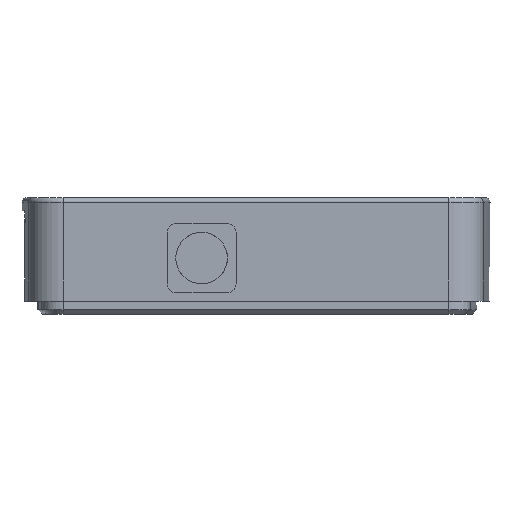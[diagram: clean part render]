
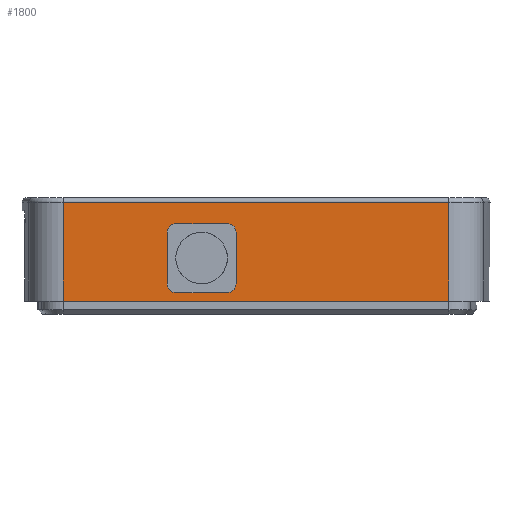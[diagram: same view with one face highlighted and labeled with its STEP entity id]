
A CAD part, front view. The second image highlights one B-rep face of the part: STEP entity #1800.
In plain terms, the highlighted planar face has unit normal (0, -1, 0).
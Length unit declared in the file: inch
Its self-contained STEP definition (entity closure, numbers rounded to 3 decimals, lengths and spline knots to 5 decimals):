
#1217 = CARTESIAN_POINT ( 'NONE',  ( -0.20755, -1.25, 0.563 ) ) ;
#1244 = CARTESIAN_POINT ( 'NONE',  ( 1.40077, -1.25, 0.719 ) ) ;
#1248 = CARTESIAN_POINT ( 'NONE',  ( -0.20755, -1.25, 0.063 ) ) ;
#1257 = CARTESIAN_POINT ( 'NONE',  ( -0.58255, -1.25, 0.563 ) ) ;
#1265 = CARTESIAN_POINT ( 'NONE',  ( -1.40077, -1.25, 0. ) ) ;
#1270 = CARTESIAN_POINT ( 'NONE',  ( -1.40077, -1.25, 0.719 ) ) ;
#1290 = CARTESIAN_POINT ( 'NONE',  ( -0.14505, -1.25, 0.1255 ) ) ;
#1291 = CARTESIAN_POINT ( 'NONE',  ( -0.64505, -1.25, 0.5005 ) ) ;
#1331 = CARTESIAN_POINT ( 'NONE',  ( -0.14505, -1.25, 0.5005 ) ) ;
#1341 = CARTESIAN_POINT ( 'NONE',  ( 1.40077, -1.25, 0. ) ) ;
#1680 = EDGE_LOOP ( 'NONE', ( #5070, #5067, #5064, #5065, #5066, #5059, #5054, #5057 ) ) ;
#1735 = EDGE_LOOP ( 'NONE', ( #5053, #5060, #5063, #5058 ) ) ;
#1800 = ADVANCED_FACE ( 'NONE', ( #2304, #2306 ), #1987, .F. ) ;
#1871 = EDGE_CURVE ( 'NONE', #2530, #4325, #2425, .T. ) ;
#1883 = EDGE_CURVE ( 'NONE', #4372, #4418, #2447, .T. ) ;
#1886 = EDGE_CURVE ( 'NONE', #4342, #4429, #2451, .T. ) ;
#1887 = EDGE_CURVE ( 'NONE', #4320, #4347, #2448, .T. ) ;
#1888 = EDGE_CURVE ( 'NONE', #4320, #4429, #2455, .T. ) ;
#1889 = EDGE_CURVE ( 'NONE', #2540, #2530, #2457, .T. ) ;
#1890 = EDGE_CURVE ( 'NONE', #4325, #4372, #2453, .T. ) ;
#1892 = EDGE_CURVE ( 'NONE', #4310, #4334, #2461, .T. ) ;
#1893 = EDGE_CURVE ( 'NONE', #4334, #4373, #2460, .T. ) ;
#1894 = EDGE_CURVE ( 'NONE', #4373, #2540, #2462, .T. ) ;
#1896 = EDGE_CURVE ( 'NONE', #4418, #4310, #2467, .T. ) ;
#1901 = EDGE_CURVE ( 'NONE', #4347, #4342, #2472, .T. ) ;
#1987 = PLANE ( 'NONE',  #3790 ) ;
#2002 = DIRECTION ( 'NONE',  ( -1., 0., 0. ) ) ;
#2007 = CARTESIAN_POINT ( 'NONE',  ( -1.40077, -1.25, 0.65625 ) ) ;
#2086 = DIRECTION ( 'NONE',  ( 0., 1., 0. ) ) ;
#2304 = FACE_BOUND ( 'NONE', #1680, .T. ) ;
#2306 = FACE_OUTER_BOUND ( 'NONE', #1735, .T. ) ;
#2425 = LINE ( 'NONE', #2971, #2431 ) ;
#2431 = VECTOR ( 'NONE', #2928, 39.37008 ) ;
#2447 = LINE ( 'NONE', #2936, #2449 ) ;
#2448 = LINE ( 'NONE', #2957, #2456 ) ;
#2449 = VECTOR ( 'NONE', #2940, 39.37008 ) ;
#2451 = LINE ( 'NONE', #2961, #2454 ) ;
#2453 = CIRCLE ( 'NONE', #3856, 0.0625 ) ;
#2454 = VECTOR ( 'NONE', #2964, 39.37008 ) ;
#2455 = LINE ( 'NONE', #2803, #2458 ) ;
#2456 = VECTOR ( 'NONE', #2800, 39.37008 ) ;
#2457 = CIRCLE ( 'NONE', #3855, 0.0625 ) ;
#2458 = VECTOR ( 'NONE', #2802, 39.37008 ) ;
#2460 = CIRCLE ( 'NONE', #3858, 0.0625 ) ;
#2461 = LINE ( 'NONE', #2965, #2463 ) ;
#2462 = LINE ( 'NONE', #3067, #2466 ) ;
#2463 = VECTOR ( 'NONE', #2861, 39.37008 ) ;
#2466 = VECTOR ( 'NONE', #2792, 39.37008 ) ;
#2467 = CIRCLE ( 'NONE', #3860, 0.0625 ) ;
#2472 = LINE ( 'NONE', #3010, #2474 ) ;
#2474 = VECTOR ( 'NONE', #3025, 39.37008 ) ;
#2530 = VERTEX_POINT ( 'NONE', #2655 ) ;
#2540 = VERTEX_POINT ( 'NONE', #2657 ) ;
#2655 = CARTESIAN_POINT ( 'NONE',  ( -0.58255, -1.25, 0.063 ) ) ;
#2657 = CARTESIAN_POINT ( 'NONE',  ( -0.64505, -1.25, 0.1255 ) ) ;
#2792 = DIRECTION ( 'NONE',  ( 0., 0., -1. ) ) ;
#2800 = DIRECTION ( 'NONE',  ( -1., 0., 0. ) ) ;
#2802 = DIRECTION ( 'NONE',  ( 0., 0., -1. ) ) ;
#2803 = CARTESIAN_POINT ( 'NONE',  ( 1.40077, -1.25, 0.65625 ) ) ;
#2857 = CARTESIAN_POINT ( 'NONE',  ( -0.58255, -1.25, 0.1255 ) ) ;
#2858 = DIRECTION ( 'NONE',  ( 0., -1., 0. ) ) ;
#2859 = DIRECTION ( 'NONE',  ( 1., 0., 0. ) ) ;
#2861 = DIRECTION ( 'NONE',  ( -1., 0., 0. ) ) ;
#2863 = CARTESIAN_POINT ( 'NONE',  ( -0.20755, -1.25, 0.1255 ) ) ;
#2865 = DIRECTION ( 'NONE',  ( 0., -1., 0. ) ) ;
#2866 = DIRECTION ( 'NONE',  ( 1., 0., 0. ) ) ;
#2928 = DIRECTION ( 'NONE',  ( 1., 0., 0. ) ) ;
#2936 = CARTESIAN_POINT ( 'NONE',  ( -0.14505, -1.25, 0.5005 ) ) ;
#2940 = DIRECTION ( 'NONE',  ( 0., 0., 1. ) ) ;
#2957 = CARTESIAN_POINT ( 'NONE',  ( -1.40077, -1.25, 0.719 ) ) ;
#2961 = CARTESIAN_POINT ( 'NONE',  ( -1.40077, -1.25, 0. ) ) ;
#2964 = DIRECTION ( 'NONE',  ( 1., 0., 0. ) ) ;
#2965 = CARTESIAN_POINT ( 'NONE',  ( -0.58255, -1.25, 0.563 ) ) ;
#2971 = CARTESIAN_POINT ( 'NONE',  ( -0.58255, -1.25, 0.063 ) ) ;
#3010 = CARTESIAN_POINT ( 'NONE',  ( -1.40077, -1.25, 0.65625 ) ) ;
#3025 = DIRECTION ( 'NONE',  ( 0., 0., -1. ) ) ;
#3032 = DIRECTION ( 'NONE',  ( -1., 0., 0. ) ) ;
#3035 = CARTESIAN_POINT ( 'NONE',  ( -0.20755, -1.25, 0.5005 ) ) ;
#3036 = DIRECTION ( 'NONE',  ( 0., -1., 0. ) ) ;
#3067 = CARTESIAN_POINT ( 'NONE',  ( -0.64505, -1.25, 0.5005 ) ) ;
#3068 = DIRECTION ( 'NONE',  ( 1., 0., 0. ) ) ;
#3080 = CARTESIAN_POINT ( 'NONE',  ( -0.58255, -1.25, 0.5005 ) ) ;
#3081 = DIRECTION ( 'NONE',  ( 0., -1., 0. ) ) ;
#3790 = AXIS2_PLACEMENT_3D ( 'NONE', #2007, #2086, #2002 ) ;
#3855 = AXIS2_PLACEMENT_3D ( 'NONE', #2857, #2858, #2859 ) ;
#3856 = AXIS2_PLACEMENT_3D ( 'NONE', #2863, #2865, #2866 ) ;
#3858 = AXIS2_PLACEMENT_3D ( 'NONE', #3080, #3081, #3068 ) ;
#3860 = AXIS2_PLACEMENT_3D ( 'NONE', #3035, #3036, #3032 ) ;
#4310 = VERTEX_POINT ( 'NONE', #1217 ) ;
#4320 = VERTEX_POINT ( 'NONE', #1244 ) ;
#4325 = VERTEX_POINT ( 'NONE', #1248 ) ;
#4334 = VERTEX_POINT ( 'NONE', #1257 ) ;
#4342 = VERTEX_POINT ( 'NONE', #1265 ) ;
#4347 = VERTEX_POINT ( 'NONE', #1270 ) ;
#4372 = VERTEX_POINT ( 'NONE', #1290 ) ;
#4373 = VERTEX_POINT ( 'NONE', #1291 ) ;
#4418 = VERTEX_POINT ( 'NONE', #1331 ) ;
#4429 = VERTEX_POINT ( 'NONE', #1341 ) ;
#5053 = ORIENTED_EDGE ( 'NONE', *, *, #1888, .F. ) ;
#5054 = ORIENTED_EDGE ( 'NONE', *, *, #1883, .F. ) ;
#5057 = ORIENTED_EDGE ( 'NONE', *, *, #1890, .F. ) ;
#5058 = ORIENTED_EDGE ( 'NONE', *, *, #1886, .T. ) ;
#5059 = ORIENTED_EDGE ( 'NONE', *, *, #1896, .F. ) ;
#5060 = ORIENTED_EDGE ( 'NONE', *, *, #1887, .T. ) ;
#5063 = ORIENTED_EDGE ( 'NONE', *, *, #1901, .T. ) ;
#5064 = ORIENTED_EDGE ( 'NONE', *, *, #1894, .F. ) ;
#5065 = ORIENTED_EDGE ( 'NONE', *, *, #1893, .F. ) ;
#5066 = ORIENTED_EDGE ( 'NONE', *, *, #1892, .F. ) ;
#5067 = ORIENTED_EDGE ( 'NONE', *, *, #1889, .F. ) ;
#5070 = ORIENTED_EDGE ( 'NONE', *, *, #1871, .F. ) ;
